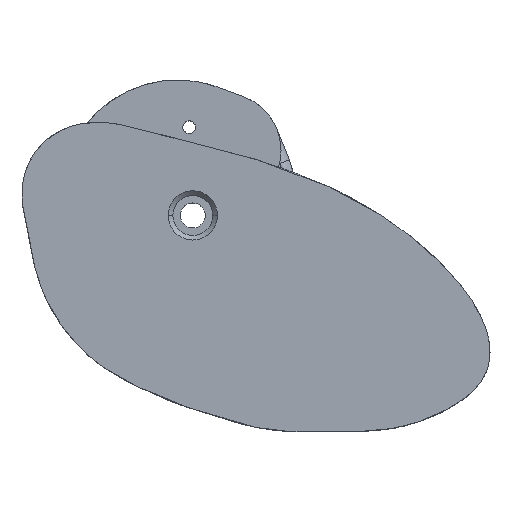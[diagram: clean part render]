
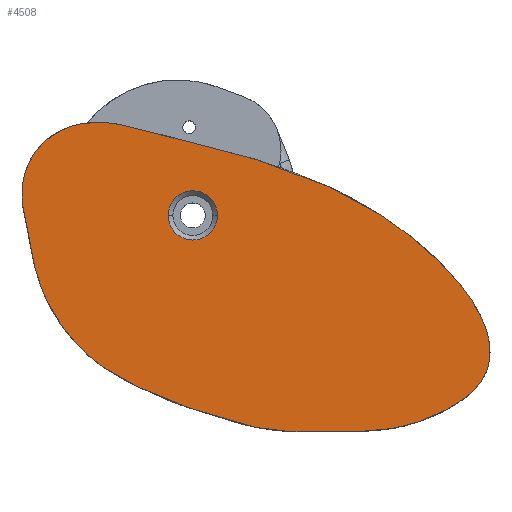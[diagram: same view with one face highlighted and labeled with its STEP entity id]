
A CAD part, top view. The second image highlights one B-rep face of the part: STEP entity #4508.
In plain terms, the highlighted planar face has unit normal (0, 0, 1).
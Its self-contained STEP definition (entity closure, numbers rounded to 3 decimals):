
#145 = AXIS2_PLACEMENT_3D ( 'NONE', #5749, #3848, #3930 ) ;
#227 = CARTESIAN_POINT ( 'NONE',  ( 12.646, -34.643, 0. ) ) ;
#427 = CARTESIAN_POINT ( 'NONE',  ( -9.17, 13.985, 0. ) ) ;
#448 = ORIENTED_EDGE ( 'NONE', *, *, #5782, .T. ) ;
#497 = FACE_OUTER_BOUND ( 'NONE', #1336, .T. ) ;
#721 = DIRECTION ( 'NONE',  ( 0., 0., -1. ) ) ;
#864 = CARTESIAN_POINT ( 'NONE',  ( 4.439, -32.309, 0. ) ) ;
#1063 = CARTESIAN_POINT ( 'NONE',  ( -14.719, 15.175, 0. ) ) ;
#1221 = FACE_BOUND ( 'NONE', #4045, .T. ) ;
#1253 = ORIENTED_EDGE ( 'NONE', *, *, #2991, .T. ) ;
#1336 = EDGE_LOOP ( 'NONE', ( #2769, #448 ) ) ;
#1456 = CARTESIAN_POINT ( 'NONE',  ( 30.033, 0., 0. ) ) ;
#1509 = CARTESIAN_POINT ( 'NONE',  ( -8.946, -27.235, 0. ) ) ;
#1678 = CARTESIAN_POINT ( 'NONE',  ( -21.408, 14.114, 0. ) ) ;
#1883 = DIRECTION ( 'NONE',  ( 1., 0., 0. ) ) ;
#2122 = DIRECTION ( 'NONE',  ( 1., 0., 0. ) ) ;
#2199 = VERTEX_POINT ( 'NONE', #6737 ) ;
#2322 = CARTESIAN_POINT ( 'NONE',  ( 33.5, -34.61, 0. ) ) ;
#2353 = CARTESIAN_POINT ( 'NONE',  ( -19.673, -19.474, 0. ) ) ;
#2395 = CARTESIAN_POINT ( 'NONE',  ( -26.216, -2.538, 0. ) ) ;
#2612 = CARTESIAN_POINT ( 'NONE',  ( 0., 0., 0. ) ) ;
#2684 = DIRECTION ( 'NONE',  ( 0., 0., -1. ) ) ;
#2769 = ORIENTED_EDGE ( 'NONE', *, *, #6411, .T. ) ;
#2834 = CARTESIAN_POINT ( 'NONE',  ( 23.433, -34.302, 0. ) ) ;
#2952 = CARTESIAN_POINT ( 'NONE',  ( 17.808, 6.267, 0. ) ) ;
#2961 = CARTESIAN_POINT ( 'NONE',  ( 40.674, -6.922, 0. ) ) ;
#2991 = EDGE_CURVE ( 'NONE', #2199, #6992, #5900, .T. ) ;
#3001 = CARTESIAN_POINT ( 'NONE',  ( 30.033, 0., 0. ) ) ;
#3385 = CARTESIAN_POINT ( 'NONE',  ( -14.256, -24.179, 0. ) ) ;
#3483 = EDGE_CURVE ( 'NONE', #6992, #2199, #6458, .T. ) ;
#3604 = CARTESIAN_POINT ( 'NONE',  ( 6.093, 9.907, 0. ) ) ;
#3848 = DIRECTION ( 'NONE',  ( 0., 0., 1. ) ) ;
#3930 = DIRECTION ( 'NONE',  ( 1., 0., 0. ) ) ;
#4045 = EDGE_LOOP ( 'NONE', ( #1253, #4922 ) ) ;
#4137 = CARTESIAN_POINT ( 'NONE',  ( -2.914, -29.94, 0. ) ) ;
#4380 = AXIS2_PLACEMENT_3D ( 'NONE', #2612, #721, #1883 ) ;
#4508 = ADVANCED_FACE ( 'NONE', ( #1221, #497 ), #7081, .T. ) ;
#4756 = VERTEX_POINT ( 'NONE', #1456 ) ;
#4768 = VERTEX_POINT ( 'NONE', #3385 ) ;
#4862 = CARTESIAN_POINT ( 'NONE',  ( -16.343, -22.721, 0. ) ) ;
#4922 = ORIENTED_EDGE ( 'NONE', *, *, #3483, .T. ) ;
#4991 = CARTESIAN_POINT ( 'NONE',  ( -14.256, -24.179, 0. ) ) ;
#5038 = CARTESIAN_POINT ( 'NONE',  ( 56.072, -23.618, 0. ) ) ;
#5252 = B_SPLINE_CURVE_WITH_KNOTS ( 'NONE', 3,
 ( #6887, #6965, #2952, #7564, #3604, #5637, #6324, #8251, #5596, #427, #1063, #1678, #6240, #7644, #2395, #8205, #6928, #2353, #4862, #4991 ),
 .UNSPECIFIED., .F., .F.,
 ( 4, 1, 1, 1, 1, 1, 1, 1, 1, 1, 1, 1, 1, 1, 1, 1, 1, 4 ),
 ( 0., 0.094, 0.117, 0.133, 0.148, 0.156, 0.172, 0.187, 0.211, 0.242, 0.273, 0.313, 0.344, 0.367, 0.398, 0.43, 0.461, 0.5 ),
 .UNSPECIFIED. ) ;
#5431 = CARTESIAN_POINT ( 'NONE',  ( -14.256, -24.179, 0. ) ) ;
#5447 = CARTESIAN_POINT ( 'NONE',  ( 0., 0., 0. ) ) ;
#5596 = CARTESIAN_POINT ( 'NONE',  ( -4.76, 12.786, 0. ) ) ;
#5637 = CARTESIAN_POINT ( 'NONE',  ( 3.634, 10.582, 0. ) ) ;
#5749 = CARTESIAN_POINT ( 'NONE',  ( 0., 0., 0. ) ) ;
#5782 = EDGE_CURVE ( 'NONE', #4768, #4756, #7601, .T. ) ;
#5900 = CIRCLE ( 'NONE', #4380, 3.925 ) ;
#5908 = AXIS2_PLACEMENT_3D ( 'NONE', #5447, #2684, #2122 ) ;
#6240 = CARTESIAN_POINT ( 'NONE',  ( -26.551, 9.162, 0. ) ) ;
#6324 = CARTESIAN_POINT ( 'NONE',  ( 1.17, 11.238, 0. ) ) ;
#6411 = EDGE_CURVE ( 'NONE', #4756, #4768, #5252, .T. ) ;
#6458 = CIRCLE ( 'NONE', #5908, 3.925 ) ;
#6705 = CARTESIAN_POINT ( 'NONE',  ( -3.925, 0., 0. ) ) ;
#6737 = CARTESIAN_POINT ( 'NONE',  ( 3.925, 0., 0. ) ) ;
#6887 = CARTESIAN_POINT ( 'NONE',  ( 30.033, 0., 0. ) ) ;
#6928 = CARTESIAN_POINT ( 'NONE',  ( -23.331, -13.916, 0. ) ) ;
#6965 = CARTESIAN_POINT ( 'NONE',  ( 24.481, 3.612, 0. ) ) ;
#6992 = VERTEX_POINT ( 'NONE', #6705 ) ;
#7081 = PLANE ( 'NONE',  #145 ) ;
#7564 = CARTESIAN_POINT ( 'NONE',  ( 9.589, 9.131, 0. ) ) ;
#7601 = B_SPLINE_CURVE_WITH_KNOTS ( 'NONE', 3,
 ( #5431, #8047, #1509, #4137, #864, #227, #2834, #2322, #5038, #2961, #3001 ),
 .UNSPECIFIED., .F., .F.,
 ( 4, 1, 1, 1, 1, 1, 1, 1, 4 ),
 ( 0.5, 0.531, 0.563, 0.602, 0.648, 0.695, 0.758, 0.82, 1. ),
 .UNSPECIFIED. ) ;
#7644 = CARTESIAN_POINT ( 'NONE',  ( -27.516, 2.932, 0. ) ) ;
#8047 = CARTESIAN_POINT ( 'NONE',  ( -12.587, -25.345, 0. ) ) ;
#8205 = CARTESIAN_POINT ( 'NONE',  ( -25.34, -8.07, 0. ) ) ;
#8251 = CARTESIAN_POINT ( 'NONE',  ( -1.298, 11.881, 0. ) ) ;
